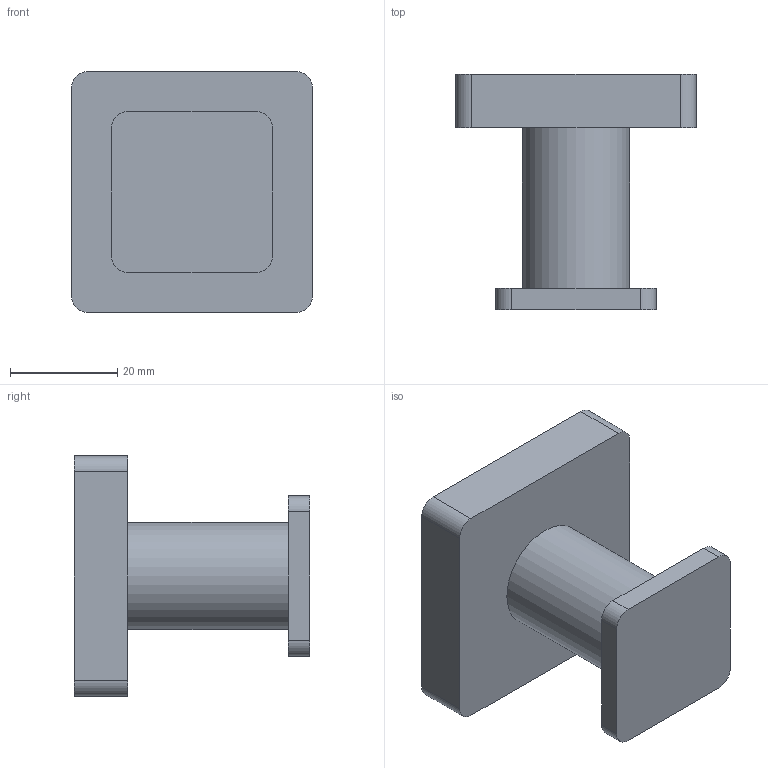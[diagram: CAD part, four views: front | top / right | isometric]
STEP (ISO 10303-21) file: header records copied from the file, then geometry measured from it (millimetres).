
FILE_DESCRIPTION(/* description */ (''),/* implementation_level */ '2;1');
FILE_NAME(/* name */ '3D_TVA152011000_ElementsStriking.step',/* time_stamp */ '2022-12-07T16:15:42+01:00',/* author */ (''),/* organization */ (''),/* preprocessor_version */ 'ST-DEVELOPER v19.2',/* originating_system */ 'Autodesk Translation Framework v11.17.0.187',/* authorisation */ '');
FILE_SCHEMA (('AUTOMOTIVE_DESIGN { 1 0 10303 214 3 1 1 }'));
Length unit declared in the file: millimetre
Products named in the file (7): (Nicht gespeichert); ASM0012_ASM; PRT0029; PRT0030; PRT0031; 239954000-01; PRT0043
Assembly tree (6 placements, depth 3):
  (Nicht gespeichert)
    ASM0012_ASM
      PRT0029
      PRT0030
      PRT0031
      239954000-01
    PRT0043
Bounding box: 45 x 44 x 45 mm (x, y, z)
Volume: 33552.6 mm3; surface area: 11284.1 mm2
Topology: 4 solids, 4 shells, 58 faces, 132 edges, 85 vertices
Faces by surface type: plane 37, cylinder 15, cone 6
Full cylindrical faces by diameter (mm): 4.2 x1, 5 x1, 12 x1, 18 x1, 20 x1
Entity records: 1811 total; most frequent: DIRECTION 313, CARTESIAN_POINT 285, ORIENTED_EDGE 258, EDGE_CURVE 129, AXIS2_PLACEMENT_3D 113, LINE 87, VECTOR 87, VERTEX_POINT 85
